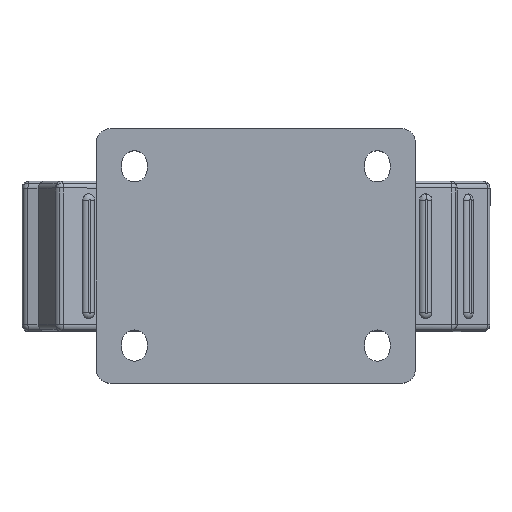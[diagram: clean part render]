
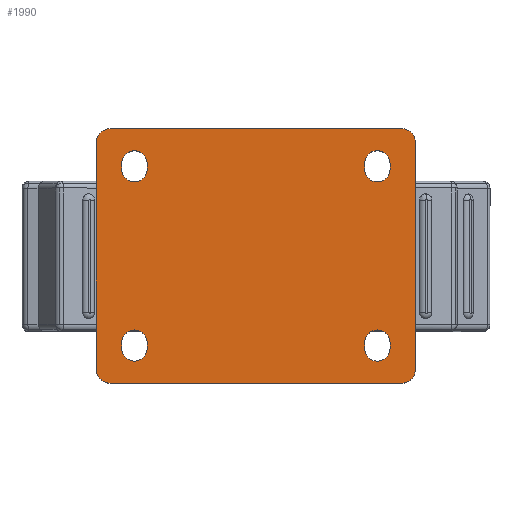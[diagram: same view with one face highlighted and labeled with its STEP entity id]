
A CAD part, top view. The second image highlights one B-rep face of the part: STEP entity #1990.
In plain terms, the highlighted planar face has unit normal (0, 0, 1).
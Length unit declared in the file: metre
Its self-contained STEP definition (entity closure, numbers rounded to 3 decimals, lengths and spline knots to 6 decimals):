
#1990=ADVANCED_FACE('49:129457',(#4534,#4535,#4536,#4537,#4538),#4539,.T.);
#4534=FACE_BOUND('',#24088,.T.);
#4535=FACE_BOUND('',#24089,.T.);
#4536=FACE_BOUND('',#24090,.T.);
#4537=FACE_BOUND('',#24091,.T.);
#4538=FACE_OUTER_BOUND('',#24092,.T.);
#4539=PLANE('',#24093);
#24088=EDGE_LOOP('',(#48570,#48571,#48572,#48573));
#24089=EDGE_LOOP('',(#48574,#48575,#48576,#48577));
#24090=EDGE_LOOP('',(#48578,#48579,#48580,#48581));
#24091=EDGE_LOOP('',(#48582,#48583,#48584,#48585));
#24092=EDGE_LOOP('',(#48586,#48587,#48588,#48589,#48590,#48591,#48592,#48593));
#24093=AXIS2_PLACEMENT_3D('',#48594,#48595,#48596);
#48570=ORIENTED_EDGE('',*,*,#56575,.T.);
#48571=ORIENTED_EDGE('',*,*,#56566,.T.);
#48572=ORIENTED_EDGE('',*,*,#56570,.T.);
#48573=ORIENTED_EDGE('',*,*,#56573,.T.);
#48574=ORIENTED_EDGE('',*,*,#56563,.T.);
#48575=ORIENTED_EDGE('',*,*,#56554,.T.);
#48576=ORIENTED_EDGE('',*,*,#56558,.T.);
#48577=ORIENTED_EDGE('',*,*,#56561,.T.);
#48578=ORIENTED_EDGE('',*,*,#56551,.T.);
#48579=ORIENTED_EDGE('',*,*,#56542,.T.);
#48580=ORIENTED_EDGE('',*,*,#56546,.T.);
#48581=ORIENTED_EDGE('',*,*,#56549,.T.);
#48582=ORIENTED_EDGE('',*,*,#56539,.T.);
#48583=ORIENTED_EDGE('',*,*,#56530,.T.);
#48584=ORIENTED_EDGE('',*,*,#56534,.T.);
#48585=ORIENTED_EDGE('',*,*,#56537,.T.);
#48586=ORIENTED_EDGE('',*,*,#56527,.F.);
#48587=ORIENTED_EDGE('',*,*,#56506,.F.);
#48588=ORIENTED_EDGE('',*,*,#56510,.F.);
#48589=ORIENTED_EDGE('',*,*,#56513,.F.);
#48590=ORIENTED_EDGE('',*,*,#56516,.F.);
#48591=ORIENTED_EDGE('',*,*,#56519,.F.);
#48592=ORIENTED_EDGE('',*,*,#56522,.F.);
#48593=ORIENTED_EDGE('',*,*,#56525,.F.);
#48594=CARTESIAN_POINT('',(0.0,0.0,0.0));
#48595=DIRECTION('',(0.0,0.0,1.0));
#48596=DIRECTION('',(1.0,0.0,0.0));
#56506=EDGE_CURVE('49:129466',#61968,#61970,#61971,.T.);
#56510=EDGE_CURVE('49:129478',#61975,#61968,#61977,.T.);
#56513=EDGE_CURVE('49:129487',#61980,#61975,#61982,.T.);
#56516=EDGE_CURVE('49:129496',#61985,#61980,#61987,.T.);
#56519=EDGE_CURVE('49:129505',#61990,#61985,#61992,.T.);
#56522=EDGE_CURVE('49:129514',#61995,#61990,#61997,.T.);
#56525=EDGE_CURVE('49:129523',#62000,#61995,#62002,.T.);
#56527=EDGE_CURVE('49:129529',#61970,#62000,#62004,.T.);
#56530=EDGE_CURVE('49:129538',#62010,#62008,#62011,.T.);
#56534=EDGE_CURVE('49:129550',#62008,#62015,#62017,.T.);
#56537=EDGE_CURVE('49:129559',#62015,#62020,#62022,.T.);
#56539=EDGE_CURVE('49:129565',#62020,#62010,#62024,.T.);
#56542=EDGE_CURVE('49:129574',#62030,#62028,#62031,.T.);
#56546=EDGE_CURVE('49:129586',#62028,#62035,#62037,.T.);
#56549=EDGE_CURVE('49:129595',#62035,#62040,#62042,.T.);
#56551=EDGE_CURVE('49:129601',#62040,#62030,#62044,.T.);
#56554=EDGE_CURVE('49:129610',#62050,#62048,#62051,.T.);
#56558=EDGE_CURVE('49:129622',#62048,#62055,#62057,.T.);
#56561=EDGE_CURVE('49:129631',#62055,#62060,#62062,.T.);
#56563=EDGE_CURVE('49:129637',#62060,#62050,#62064,.T.);
#56566=EDGE_CURVE('49:129646',#62070,#62068,#62071,.T.);
#56570=EDGE_CURVE('49:129658',#62068,#62075,#62077,.T.);
#56573=EDGE_CURVE('49:129667',#62075,#62080,#62082,.T.);
#56575=EDGE_CURVE('49:129673',#62080,#62070,#62084,.T.);
#61968=VERTEX_POINT('',#80010);
#61970=VERTEX_POINT('',#80013);
#61971=LINE('',#80014,#80015);
#61975=VERTEX_POINT('',#80020);
#61977=CIRCLE('',#80023,0.006);
#61980=VERTEX_POINT('',#80027);
#61982=LINE('',#80030,#80031);
#61985=VERTEX_POINT('',#80034);
#61987=CIRCLE('',#80037,0.006);
#61990=VERTEX_POINT('',#80041);
#61992=LINE('',#80044,#80045);
#61995=VERTEX_POINT('',#80048);
#61997=CIRCLE('',#80051,0.006);
#62000=VERTEX_POINT('',#80055);
#62002=LINE('',#80058,#80059);
#62004=CIRCLE('',#80061,0.006);
#62008=VERTEX_POINT('',#80065);
#62010=VERTEX_POINT('',#80068);
#62011=CIRCLE('',#80069,0.0055);
#62015=VERTEX_POINT('',#80075);
#62017=LINE('',#80078,#80079);
#62020=VERTEX_POINT('',#80082);
#62022=CIRCLE('',#80085,0.0055);
#62024=LINE('',#80088,#80089);
#62028=VERTEX_POINT('',#80093);
#62030=VERTEX_POINT('',#80096);
#62031=CIRCLE('',#80097,0.0055);
#62035=VERTEX_POINT('',#80103);
#62037=LINE('',#80106,#80107);
#62040=VERTEX_POINT('',#80110);
#62042=CIRCLE('',#80113,0.0055);
#62044=LINE('',#80116,#80117);
#62048=VERTEX_POINT('',#80121);
#62050=VERTEX_POINT('',#80124);
#62051=CIRCLE('',#80125,0.0055);
#62055=VERTEX_POINT('',#80131);
#62057=LINE('',#80134,#80135);
#62060=VERTEX_POINT('',#80138);
#62062=CIRCLE('',#80141,0.0055);
#62064=LINE('',#80144,#80145);
#62068=VERTEX_POINT('',#80149);
#62070=VERTEX_POINT('',#80152);
#62071=CIRCLE('',#80153,0.0055);
#62075=VERTEX_POINT('',#80159);
#62077=LINE('',#80162,#80163);
#62080=VERTEX_POINT('',#80166);
#62082=CIRCLE('',#80169,0.0055);
#62084=LINE('',#80172,#80173);
#80010=CARTESIAN_POINT('',(0.063,-0.055,0.0));
#80013=CARTESIAN_POINT('',(-0.063,-0.055,0.0));
#80014=CARTESIAN_POINT('',(0.063,-0.055,0.0));
#80015=VECTOR('',#96022,1.0);
#80020=CARTESIAN_POINT('',(0.069,-0.049,0.0));
#80023=AXIS2_PLACEMENT_3D('',#96028,#96029,#96030);
#80027=CARTESIAN_POINT('',(0.069,0.049,0.0));
#80030=CARTESIAN_POINT('',(0.069,0.049,0.0));
#80031=VECTOR('',#96033,1.0);
#80034=CARTESIAN_POINT('',(0.063,0.055,0.0));
#80037=AXIS2_PLACEMENT_3D('',#96038,#96039,#96040);
#80041=CARTESIAN_POINT('',(-0.063,0.055,0.0));
#80044=CARTESIAN_POINT('',(-0.063,0.055,0.0));
#80045=VECTOR('',#96043,1.0);
#80048=CARTESIAN_POINT('',(-0.069,0.049,0.0));
#80051=AXIS2_PLACEMENT_3D('',#96048,#96049,#96050);
#80055=CARTESIAN_POINT('',(-0.069,-0.049,0.0));
#80058=CARTESIAN_POINT('',(-0.069,-0.049,0.0));
#80059=VECTOR('',#96053,1.0);
#80061=AXIS2_PLACEMENT_3D('',#96057,#96058,#96059);
#80065=CARTESIAN_POINT('',(-0.047,0.04,0.0));
#80068=CARTESIAN_POINT('',(-0.058,0.04,0.0));
#80069=AXIS2_PLACEMENT_3D('',#96064,#96065,#96066);
#80075=CARTESIAN_POINT('',(-0.047,0.0375,0.0));
#80078=CARTESIAN_POINT('',(-0.047,0.04,0.0));
#80079=VECTOR('',#96070,1.0);
#80082=CARTESIAN_POINT('',(-0.058,0.0375,0.0));
#80085=AXIS2_PLACEMENT_3D('',#96075,#96076,#96077);
#80088=CARTESIAN_POINT('',(-0.058,0.04,0.0));
#80089=VECTOR('',#96079,1.0);
#80093=CARTESIAN_POINT('',(-0.058,-0.04,0.0));
#80096=CARTESIAN_POINT('',(-0.047,-0.04,0.0));
#80097=AXIS2_PLACEMENT_3D('',#96084,#96085,#96086);
#80103=CARTESIAN_POINT('',(-0.058,-0.0375,0.0));
#80106=CARTESIAN_POINT('',(-0.058,-0.04,0.0));
#80107=VECTOR('',#96090,1.0);
#80110=CARTESIAN_POINT('',(-0.047,-0.0375,0.0));
#80113=AXIS2_PLACEMENT_3D('',#96095,#96096,#96097);
#80116=CARTESIAN_POINT('',(-0.047,-0.04,0.0));
#80117=VECTOR('',#96099,1.0);
#80121=CARTESIAN_POINT('',(0.058,0.04,0.0));
#80124=CARTESIAN_POINT('',(0.047,0.04,0.0));
#80125=AXIS2_PLACEMENT_3D('',#96104,#96105,#96106);
#80131=CARTESIAN_POINT('',(0.058,0.0375,0.0));
#80134=CARTESIAN_POINT('',(0.058,0.04,0.0));
#80135=VECTOR('',#96110,1.0);
#80138=CARTESIAN_POINT('',(0.047,0.0375,0.0));
#80141=AXIS2_PLACEMENT_3D('',#96115,#96116,#96117);
#80144=CARTESIAN_POINT('',(0.047,0.04,0.0));
#80145=VECTOR('',#96119,1.0);
#80149=CARTESIAN_POINT('',(0.047,-0.04,0.0));
#80152=CARTESIAN_POINT('',(0.058,-0.04,0.0));
#80153=AXIS2_PLACEMENT_3D('',#96124,#96125,#96126);
#80159=CARTESIAN_POINT('',(0.047,-0.0375,0.0));
#80162=CARTESIAN_POINT('',(0.047,-0.04,0.0));
#80163=VECTOR('',#96130,1.0);
#80166=CARTESIAN_POINT('',(0.058,-0.0375,0.0));
#80169=AXIS2_PLACEMENT_3D('',#96135,#96136,#96137);
#80172=CARTESIAN_POINT('',(0.058,-0.04,0.0));
#80173=VECTOR('',#96139,1.0);
#96022=DIRECTION('',(-1.0,0.0,0.0));
#96028=CARTESIAN_POINT('',(0.063,-0.049,0.0));
#96029=DIRECTION('',(0.0,0.0,-1.0));
#96030=DIRECTION('',(1.0,0.0,0.0));
#96033=DIRECTION('',(0.0,-1.0,0.0));
#96038=CARTESIAN_POINT('',(0.063,0.049,0.0));
#96039=DIRECTION('',(0.0,0.0,-1.0));
#96040=DIRECTION('',(0.0,1.0,0.0));
#96043=DIRECTION('',(1.0,0.0,0.0));
#96048=CARTESIAN_POINT('',(-0.063,0.049,0.0));
#96049=DIRECTION('',(0.0,0.0,-1.0));
#96050=DIRECTION('',(-1.0,0.0,0.0));
#96053=DIRECTION('',(0.0,1.0,0.0));
#96057=CARTESIAN_POINT('',(-0.063,-0.049,0.0));
#96058=DIRECTION('',(-0.0,-0.0,-1.0));
#96059=DIRECTION('',(0.0,-1.0,0.0));
#96064=CARTESIAN_POINT('',(-0.0525,0.04,0.0));
#96065=DIRECTION('',(0.0,0.0,-1.0));
#96066=DIRECTION('',(1.0,0.0,0.0));
#96070=DIRECTION('',(0.0,-1.0,0.0));
#96075=CARTESIAN_POINT('',(-0.0525,0.0375,0.0));
#96076=DIRECTION('',(0.0,0.0,-1.0));
#96077=DIRECTION('',(1.0,0.0,0.0));
#96079=DIRECTION('',(-0.0,1.0,-0.0));
#96084=CARTESIAN_POINT('',(-0.0525,-0.04,0.0));
#96085=DIRECTION('',(0.0,0.0,-1.0));
#96086=DIRECTION('',(1.0,0.,0.0));
#96090=DIRECTION('',(0.0,1.0,0.0));
#96095=CARTESIAN_POINT('',(-0.0525,-0.0375,0.0));
#96096=DIRECTION('',(0.0,0.0,-1.0));
#96097=DIRECTION('',(1.0,0.,0.0));
#96099=DIRECTION('',(-0.0,-1.0,-0.0));
#96104=CARTESIAN_POINT('',(0.0525,0.04,0.0));
#96105=DIRECTION('',(0.0,0.0,-1.0));
#96106=DIRECTION('',(-1.0,0.0,0.0));
#96110=DIRECTION('',(0.0,-1.0,0.0));
#96115=CARTESIAN_POINT('',(0.0525,0.0375,0.0));
#96116=DIRECTION('',(0.0,0.0,-1.0));
#96117=DIRECTION('',(-1.0,0.0,0.0));
#96119=DIRECTION('',(-0.0,1.0,-0.0));
#96124=CARTESIAN_POINT('',(0.0525,-0.04,0.0));
#96125=DIRECTION('',(-0.0,0.0,-1.0));
#96126=DIRECTION('',(-1.0,0.,0.0));
#96130=DIRECTION('',(0.0,1.0,0.0));
#96135=CARTESIAN_POINT('',(0.0525,-0.0375,0.0));
#96136=DIRECTION('',(-0.0,0.0,-1.0));
#96137=DIRECTION('',(-1.0,0.,0.0));
#96139=DIRECTION('',(-0.0,-1.0,-0.0));
